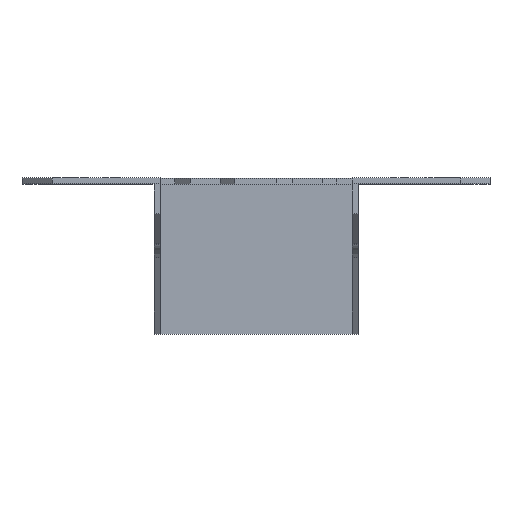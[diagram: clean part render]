
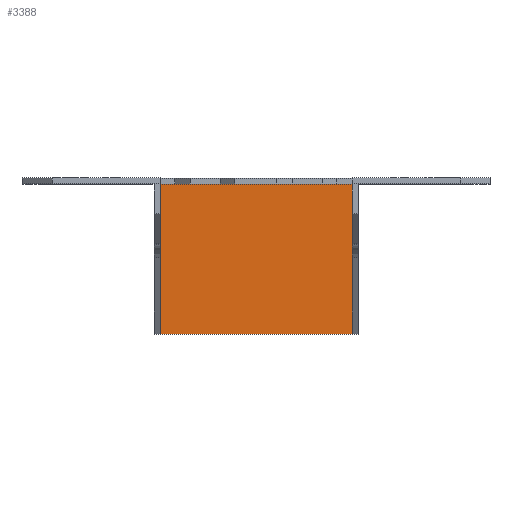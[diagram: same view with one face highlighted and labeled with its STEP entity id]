
A CAD part, top view. The second image highlights one B-rep face of the part: STEP entity #3388.
In plain terms, the highlighted planar face has unit normal (0, 0, 1).
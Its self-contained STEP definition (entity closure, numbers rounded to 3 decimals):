
#72 = PLANE('',#73);
#73 = AXIS2_PLACEMENT_3D('',#74,#75,#76);
#74 = CARTESIAN_POINT('',(32.,0.,-40.));
#75 = DIRECTION('',(0.,0.,-1.));
#76 = DIRECTION('',(-1.,0.,0.));
#296 = PLANE('',#297);
#297 = AXIS2_PLACEMENT_3D('',#298,#299,#300);
#298 = CARTESIAN_POINT('',(-32.,0.,-40.));
#299 = DIRECTION('',(0.,0.,1.));
#300 = DIRECTION('',(1.,0.,0.));
#1138 = VERTEX_POINT('',#1139);
#1139 = CARTESIAN_POINT('',(32.,-2.,-40.));
#1176 = PLANE('',#1177);
#1177 = AXIS2_PLACEMENT_3D('',#1178,#1179,#1180);
#1178 = CARTESIAN_POINT('',(32.,-2.,42.));
#1179 = DIRECTION('',(1.,0.,0.));
#1180 = DIRECTION('',(0.,0.,-1.));
#1214 = EDGE_CURVE('',#1215,#1138,#1217,.T.);
#1215 = VERTEX_POINT('',#1216);
#1216 = CARTESIAN_POINT('',(27.,-2.,-40.));
#1217 = SURFACE_CURVE('',#1218,(#1222,#1229),.PCURVE_S1.);
#1218 = LINE('',#1219,#1220);
#1219 = CARTESIAN_POINT('',(-32.,-2.,-40.));
#1220 = VECTOR('',#1221,1.);
#1221 = DIRECTION('',(1.,0.,0.));
#1222 = PCURVE('',#72,#1223);
#1223 = DEFINITIONAL_REPRESENTATION('',(#1224),#1228);
#1224 = LINE('',#1225,#1226);
#1225 = CARTESIAN_POINT('',(64.,-2.));
#1226 = VECTOR('',#1227,1.);
#1227 = DIRECTION('',(-1.,0.));
#1228 = ( GEOMETRIC_REPRESENTATION_CONTEXT(2) 
PARAMETRIC_REPRESENTATION_CONTEXT() REPRESENTATION_CONTEXT('2D SPACE',''
  ) );
#1229 = PCURVE('',#1230,#1235);
#1230 = PLANE('',#1231);
#1231 = AXIS2_PLACEMENT_3D('',#1232,#1233,#1234);
#1232 = CARTESIAN_POINT('',(-32.,-2.,-40.));
#1233 = DIRECTION('',(0.,0.,1.));
#1234 = DIRECTION('',(1.,0.,0.));
#1235 = DEFINITIONAL_REPRESENTATION('',(#1236),#1240);
#1236 = LINE('',#1237,#1238);
#1237 = CARTESIAN_POINT('',(0.,-0.));
#1238 = VECTOR('',#1239,1.);
#1239 = DIRECTION('',(1.,0.));
#1240 = ( GEOMETRIC_REPRESENTATION_CONTEXT(2) 
PARAMETRIC_REPRESENTATION_CONTEXT() REPRESENTATION_CONTEXT('2D SPACE',''
  ) );
#1366 = PLANE('',#1367);
#1367 = AXIS2_PLACEMENT_3D('',#1368,#1369,#1370);
#1368 = CARTESIAN_POINT('',(32.,-2.,-40.));
#1369 = DIRECTION('',(0.,-1.,0.));
#1370 = DIRECTION('',(0.,0.,-1.));
#1954 = VERTEX_POINT('',#1955);
#1955 = CARTESIAN_POINT('',(-27.,-2.,-40.));
#2057 = VERTEX_POINT('',#2058);
#2058 = CARTESIAN_POINT('',(-32.,-2.,-40.));
#2079 = EDGE_CURVE('',#2057,#1954,#2080,.T.);
#2080 = SURFACE_CURVE('',#2081,(#2085,#2092),.PCURVE_S1.);
#2081 = LINE('',#2082,#2083);
#2082 = CARTESIAN_POINT('',(-32.,-2.,-40.));
#2083 = VECTOR('',#2084,1.);
#2084 = DIRECTION('',(1.,0.,0.));
#2085 = PCURVE('',#296,#2086);
#2086 = DEFINITIONAL_REPRESENTATION('',(#2087),#2091);
#2087 = LINE('',#2088,#2089);
#2088 = CARTESIAN_POINT('',(0.,-2.));
#2089 = VECTOR('',#2090,1.);
#2090 = DIRECTION('',(1.,0.));
#2091 = ( GEOMETRIC_REPRESENTATION_CONTEXT(2) 
PARAMETRIC_REPRESENTATION_CONTEXT() REPRESENTATION_CONTEXT('2D SPACE',''
  ) );
#2092 = PCURVE('',#1230,#2093);
#2093 = DEFINITIONAL_REPRESENTATION('',(#2094),#2098);
#2094 = LINE('',#2095,#2096);
#2095 = CARTESIAN_POINT('',(0.,-0.));
#2096 = VECTOR('',#2097,1.);
#2097 = DIRECTION('',(1.,0.));
#2098 = ( GEOMETRIC_REPRESENTATION_CONTEXT(2) 
PARAMETRIC_REPRESENTATION_CONTEXT() REPRESENTATION_CONTEXT('2D SPACE',''
  ) );
#2196 = PLANE('',#2197);
#2197 = AXIS2_PLACEMENT_3D('',#2198,#2199,#2200);
#2198 = CARTESIAN_POINT('',(-32.,-2.,42.));
#2199 = DIRECTION('',(1.,0.,0.));
#2200 = DIRECTION('',(0.,0.,-1.));
#3248 = VERTEX_POINT('',#3249);
#3249 = CARTESIAN_POINT('',(32.,-52.,-40.));
#3263 = PLANE('',#3264);
#3264 = AXIS2_PLACEMENT_3D('',#3265,#3266,#3267);
#3265 = CARTESIAN_POINT('',(-32.,-52.,42.));
#3266 = DIRECTION('',(0.,1.,0.));
#3267 = DIRECTION('',(0.,0.,1.));
#3275 = EDGE_CURVE('',#1138,#3248,#3276,.T.);
#3276 = SURFACE_CURVE('',#3277,(#3281,#3288),.PCURVE_S1.);
#3277 = LINE('',#3278,#3279);
#3278 = CARTESIAN_POINT('',(32.,-2.,-40.));
#3279 = VECTOR('',#3280,1.);
#3280 = DIRECTION('',(0.,-1.,0.));
#3281 = PCURVE('',#1176,#3282);
#3282 = DEFINITIONAL_REPRESENTATION('',(#3283),#3287);
#3283 = LINE('',#3284,#3285);
#3284 = CARTESIAN_POINT('',(82.,0.));
#3285 = VECTOR('',#3286,1.);
#3286 = DIRECTION('',(0.,-1.));
#3287 = ( GEOMETRIC_REPRESENTATION_CONTEXT(2) 
PARAMETRIC_REPRESENTATION_CONTEXT() REPRESENTATION_CONTEXT('2D SPACE',''
  ) );
#3288 = PCURVE('',#1230,#3289);
#3289 = DEFINITIONAL_REPRESENTATION('',(#3290),#3294);
#3290 = LINE('',#3291,#3292);
#3291 = CARTESIAN_POINT('',(64.,0.));
#3292 = VECTOR('',#3293,1.);
#3293 = DIRECTION('',(0.,-1.));
#3294 = ( GEOMETRIC_REPRESENTATION_CONTEXT(2) 
PARAMETRIC_REPRESENTATION_CONTEXT() REPRESENTATION_CONTEXT('2D SPACE',''
  ) );
#3388 = ADVANCED_FACE('',(#3389),#1230,.T.);
#3389 = FACE_BOUND('',#3390,.T.);
#3390 = EDGE_LOOP('',(#3391,#3414,#3435,#3436,#3437,#3458));
#3391 = ORIENTED_EDGE('',*,*,#3392,.T.);
#3392 = EDGE_CURVE('',#2057,#3393,#3395,.T.);
#3393 = VERTEX_POINT('',#3394);
#3394 = CARTESIAN_POINT('',(-32.,-52.,-40.));
#3395 = SURFACE_CURVE('',#3396,(#3400,#3407),.PCURVE_S1.);
#3396 = LINE('',#3397,#3398);
#3397 = CARTESIAN_POINT('',(-32.,-2.,-40.));
#3398 = VECTOR('',#3399,1.);
#3399 = DIRECTION('',(0.,-1.,0.));
#3400 = PCURVE('',#1230,#3401);
#3401 = DEFINITIONAL_REPRESENTATION('',(#3402),#3406);
#3402 = LINE('',#3403,#3404);
#3403 = CARTESIAN_POINT('',(0.,-0.));
#3404 = VECTOR('',#3405,1.);
#3405 = DIRECTION('',(0.,-1.));
#3406 = ( GEOMETRIC_REPRESENTATION_CONTEXT(2) 
PARAMETRIC_REPRESENTATION_CONTEXT() REPRESENTATION_CONTEXT('2D SPACE',''
  ) );
#3407 = PCURVE('',#2196,#3408);
#3408 = DEFINITIONAL_REPRESENTATION('',(#3409),#3413);
#3409 = LINE('',#3410,#3411);
#3410 = CARTESIAN_POINT('',(82.,0.));
#3411 = VECTOR('',#3412,1.);
#3412 = DIRECTION('',(0.,-1.));
#3413 = ( GEOMETRIC_REPRESENTATION_CONTEXT(2) 
PARAMETRIC_REPRESENTATION_CONTEXT() REPRESENTATION_CONTEXT('2D SPACE',''
  ) );
#3414 = ORIENTED_EDGE('',*,*,#3415,.T.);
#3415 = EDGE_CURVE('',#3393,#3248,#3416,.T.);
#3416 = SURFACE_CURVE('',#3417,(#3421,#3428),.PCURVE_S1.);
#3417 = LINE('',#3418,#3419);
#3418 = CARTESIAN_POINT('',(-32.,-52.,-40.));
#3419 = VECTOR('',#3420,1.);
#3420 = DIRECTION('',(1.,0.,0.));
#3421 = PCURVE('',#1230,#3422);
#3422 = DEFINITIONAL_REPRESENTATION('',(#3423),#3427);
#3423 = LINE('',#3424,#3425);
#3424 = CARTESIAN_POINT('',(0.,-50.));
#3425 = VECTOR('',#3426,1.);
#3426 = DIRECTION('',(1.,0.));
#3427 = ( GEOMETRIC_REPRESENTATION_CONTEXT(2) 
PARAMETRIC_REPRESENTATION_CONTEXT() REPRESENTATION_CONTEXT('2D SPACE',''
  ) );
#3428 = PCURVE('',#3263,#3429);
#3429 = DEFINITIONAL_REPRESENTATION('',(#3430),#3434);
#3430 = LINE('',#3431,#3432);
#3431 = CARTESIAN_POINT('',(-82.,0.));
#3432 = VECTOR('',#3433,1.);
#3433 = DIRECTION('',(0.,1.));
#3434 = ( GEOMETRIC_REPRESENTATION_CONTEXT(2) 
PARAMETRIC_REPRESENTATION_CONTEXT() REPRESENTATION_CONTEXT('2D SPACE',''
  ) );
#3435 = ORIENTED_EDGE('',*,*,#3275,.F.);
#3436 = ORIENTED_EDGE('',*,*,#1214,.F.);
#3437 = ORIENTED_EDGE('',*,*,#3438,.F.);
#3438 = EDGE_CURVE('',#1954,#1215,#3439,.T.);
#3439 = SURFACE_CURVE('',#3440,(#3444,#3451),.PCURVE_S1.);
#3440 = LINE('',#3441,#3442);
#3441 = CARTESIAN_POINT('',(-32.,-2.,-40.));
#3442 = VECTOR('',#3443,1.);
#3443 = DIRECTION('',(1.,0.,0.));
#3444 = PCURVE('',#1230,#3445);
#3445 = DEFINITIONAL_REPRESENTATION('',(#3446),#3450);
#3446 = LINE('',#3447,#3448);
#3447 = CARTESIAN_POINT('',(0.,-0.));
#3448 = VECTOR('',#3449,1.);
#3449 = DIRECTION('',(1.,0.));
#3450 = ( GEOMETRIC_REPRESENTATION_CONTEXT(2) 
PARAMETRIC_REPRESENTATION_CONTEXT() REPRESENTATION_CONTEXT('2D SPACE',''
  ) );
#3451 = PCURVE('',#1366,#3452);
#3452 = DEFINITIONAL_REPRESENTATION('',(#3453),#3457);
#3453 = LINE('',#3454,#3455);
#3454 = CARTESIAN_POINT('',(0.,-64.));
#3455 = VECTOR('',#3456,1.);
#3456 = DIRECTION('',(0.,1.));
#3457 = ( GEOMETRIC_REPRESENTATION_CONTEXT(2) 
PARAMETRIC_REPRESENTATION_CONTEXT() REPRESENTATION_CONTEXT('2D SPACE',''
  ) );
#3458 = ORIENTED_EDGE('',*,*,#2079,.F.);
